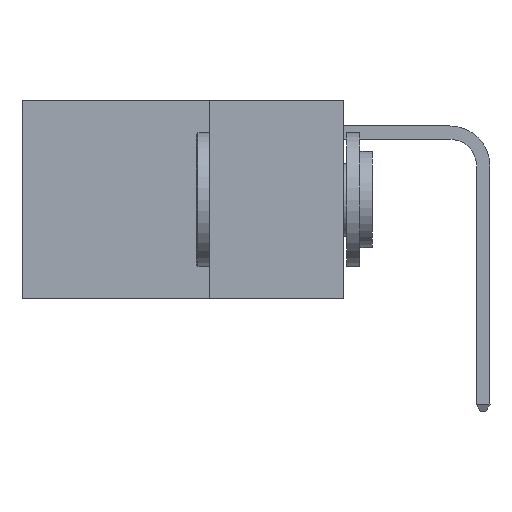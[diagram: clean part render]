
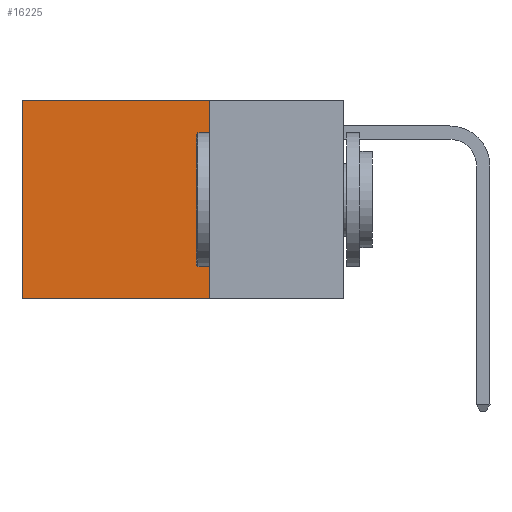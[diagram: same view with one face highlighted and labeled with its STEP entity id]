
A CAD part, left-side view. The second image highlights one B-rep face of the part: STEP entity #16225.
In plain terms, the highlighted planar face has unit normal (-1, 0, 0).
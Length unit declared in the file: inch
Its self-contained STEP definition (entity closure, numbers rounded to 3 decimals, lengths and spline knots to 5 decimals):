
#979 = EDGE_CURVE ( 'NONE', #12762, #4756, #10062, .T. ) ;
#2160 = ORIENTED_EDGE ( 'NONE', *, *, #3056, .T. ) ;
#2448 = ORIENTED_EDGE ( 'NONE', *, *, #15070, .T. ) ;
#2531 = VECTOR ( 'NONE', #13791, 39.37008 ) ;
#2621 = DIRECTION ( 'NONE',  ( 1., 0., 0. ) ) ;
#3056 = EDGE_CURVE ( 'NONE', #15770, #11068, #3923, .T. ) ;
#3923 = LINE ( 'NONE', #12309, #11652 ) ;
#4082 = DIRECTION ( 'NONE',  ( 0., 1., 0. ) ) ;
#4409 = ORIENTED_EDGE ( 'NONE', *, *, #979, .F. ) ;
#4756 = VERTEX_POINT ( 'NONE', #12395 ) ;
#5270 = DIRECTION ( 'NONE',  ( 0., 0., -1. ) ) ;
#5436 = LINE ( 'NONE', #6897, #5528 ) ;
#5528 = VECTOR ( 'NONE', #4082, 39.37008 ) ;
#6231 = CARTESIAN_POINT ( 'NONE',  ( 0.2625, 0.25, 0. ) ) ;
#6897 = CARTESIAN_POINT ( 'NONE',  ( 0.2625, 0.25, 0. ) ) ;
#7771 = EDGE_LOOP ( 'NONE', ( #2160, #12132, #4409, #2448 ) ) ;
#8229 = CARTESIAN_POINT ( 'NONE',  ( 0.2625, 0.25, 0. ) ) ;
#9541 = PLANE ( 'NONE',  #13438 ) ;
#10062 = LINE ( 'NONE', #8229, #2531 ) ;
#11052 = DIRECTION ( 'NONE',  ( 0., 1., 0. ) ) ;
#11068 = VERTEX_POINT ( 'NONE', #15989 ) ;
#11652 = VECTOR ( 'NONE', #5270, 39.37008 ) ;
#12132 = ORIENTED_EDGE ( 'NONE', *, *, #15531, .F. ) ;
#12309 = CARTESIAN_POINT ( 'NONE',  ( 0.2625, 0.6, 0. ) ) ;
#12395 = CARTESIAN_POINT ( 'NONE',  ( 0.2625, 0.25, -0.37 ) ) ;
#12762 = VERTEX_POINT ( 'NONE', #6231 ) ;
#13438 = AXIS2_PLACEMENT_3D ( 'NONE', #15067, #2621, #13729 ) ;
#13729 = DIRECTION ( 'NONE',  ( 0., 0., -1. ) ) ;
#13791 = DIRECTION ( 'NONE',  ( 0., 0., -1. ) ) ;
#15067 = CARTESIAN_POINT ( 'NONE',  ( 0.2625, 0.25, 0. ) ) ;
#15070 = EDGE_CURVE ( 'NONE', #12762, #15770, #5436, .T. ) ;
#15531 = EDGE_CURVE ( 'NONE', #4756, #11068, #16504, .T. ) ;
#15770 = VERTEX_POINT ( 'NONE', #16298 ) ;
#15989 = CARTESIAN_POINT ( 'NONE',  ( 0.2625, 0.6, -0.37 ) ) ;
#16225 = ADVANCED_FACE ( 'NONE', ( #16537 ), #9541, .F. ) ;
#16298 = CARTESIAN_POINT ( 'NONE',  ( 0.2625, 0.6, 0. ) ) ;
#16504 = LINE ( 'NONE', #17976, #17490 ) ;
#16537 = FACE_OUTER_BOUND ( 'NONE', #7771, .T. ) ;
#17490 = VECTOR ( 'NONE', #11052, 39.37008 ) ;
#17976 = CARTESIAN_POINT ( 'NONE',  ( 0.2625, 0.25, -0.37 ) ) ;
